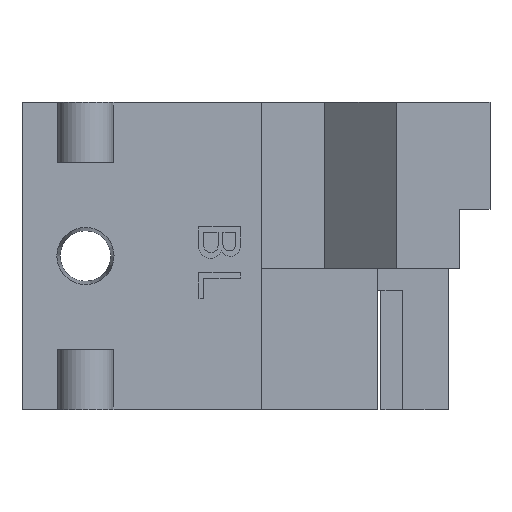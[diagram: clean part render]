
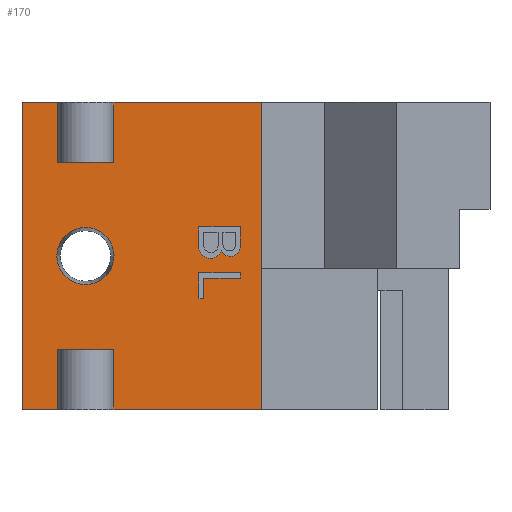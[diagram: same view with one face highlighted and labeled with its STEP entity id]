
A CAD part, front view. The second image highlights one B-rep face of the part: STEP entity #170.
In plain terms, the highlighted planar face has unit normal (0, -1, 0).
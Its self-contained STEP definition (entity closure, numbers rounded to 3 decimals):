
#56=FACE_BOUND('',#399,.T.);
#57=FACE_BOUND('',#400,.T.);
#58=FACE_BOUND('',#401,.T.);
#59=FACE_BOUND('',#402,.T.);
#76=CIRCLE('',#1642,0.554);
#77=CIRCLE('',#1647,0.49);
#79=CIRCLE('',#1651,1.375);
#170=ADVANCED_FACE('',(#56,#57,#58,#59),#239,.T.);
#239=PLANE('',#1719);
#399=EDGE_LOOP('',(#820,#821,#822,#823,#824,#825));
#400=EDGE_LOOP('',(#826,#827,#828,#829,#830));
#401=EDGE_LOOP('',(#831));
#402=EDGE_LOOP('',(#832,#833,#834,#835,#836,#837,#838,#839,#840,#841,#842,
#843));
#820=ORIENTED_EDGE('',*,*,#1011,.T.);
#821=ORIENTED_EDGE('',*,*,#996,.T.);
#822=ORIENTED_EDGE('',*,*,#1000,.T.);
#823=ORIENTED_EDGE('',*,*,#1003,.T.);
#824=ORIENTED_EDGE('',*,*,#1006,.T.);
#825=ORIENTED_EDGE('',*,*,#1217,.T.);
#826=ORIENTED_EDGE('',*,*,#1051,.T.);
#827=ORIENTED_EDGE('',*,*,#1042,.T.);
#828=ORIENTED_EDGE('',*,*,#1045,.T.);
#829=ORIENTED_EDGE('',*,*,#1047,.T.);
#830=ORIENTED_EDGE('',*,*,#1049,.T.);
#831=ORIENTED_EDGE('',*,*,#1057,.T.);
#832=ORIENTED_EDGE('',*,*,#1216,.T.);
#833=ORIENTED_EDGE('',*,*,#1055,.F.);
#834=ORIENTED_EDGE('',*,*,#1208,.T.);
#835=ORIENTED_EDGE('',*,*,#1095,.T.);
#836=ORIENTED_EDGE('',*,*,#1172,.T.);
#837=ORIENTED_EDGE('',*,*,#1099,.F.);
#838=ORIENTED_EDGE('',*,*,#1106,.T.);
#839=ORIENTED_EDGE('',*,*,#1108,.T.);
#840=ORIENTED_EDGE('',*,*,#1171,.T.);
#841=ORIENTED_EDGE('',*,*,#1175,.T.);
#842=ORIENTED_EDGE('',*,*,#1211,.T.);
#843=ORIENTED_EDGE('',*,*,#1213,.T.);
#848=VERTEX_POINT('',#2129);
#849=VERTEX_POINT('',#2130);
#852=VERTEX_POINT('',#2138);
#854=VERTEX_POINT('',#2144);
#856=VERTEX_POINT('',#2150);
#859=VERTEX_POINT('',#2160);
#881=VERTEX_POINT('',#2225);
#882=VERTEX_POINT('',#2226);
#883=VERTEX_POINT('',#2231);
#884=VERTEX_POINT('',#2235);
#885=VERTEX_POINT('',#2239);
#886=VERTEX_POINT('',#2245);
#889=VERTEX_POINT('',#2250);
#891=VERTEX_POINT('',#2256);
#919=VERTEX_POINT('',#2333);
#920=VERTEX_POINT('',#2335);
#923=VERTEX_POINT('',#2342);
#924=VERTEX_POINT('',#2344);
#928=VERTEX_POINT('',#2356);
#929=VERTEX_POINT('',#2360);
#974=VERTEX_POINT('',#2486);
#976=VERTEX_POINT('',#2493);
#993=VERTEX_POINT('',#2562);
#995=VERTEX_POINT('',#2567);
#996=EDGE_CURVE('',#848,#849,#1218,.T.);
#1000=EDGE_CURVE('',#849,#852,#1222,.T.);
#1003=EDGE_CURVE('',#852,#854,#1225,.T.);
#1006=EDGE_CURVE('',#854,#856,#1228,.T.);
#1011=EDGE_CURVE('',#859,#848,#1233,.T.);
#1042=EDGE_CURVE('',#881,#882,#76,.T.);
#1045=EDGE_CURVE('',#882,#883,#1260,.T.);
#1047=EDGE_CURVE('',#883,#884,#1262,.T.);
#1049=EDGE_CURVE('',#884,#885,#1264,.T.);
#1051=EDGE_CURVE('',#885,#881,#77,.T.);
#1055=EDGE_CURVE('',#889,#886,#1269,.T.);
#1057=EDGE_CURVE('',#891,#891,#79,.T.);
#1095=EDGE_CURVE('',#920,#919,#1303,.T.);
#1099=EDGE_CURVE('',#923,#924,#1307,.T.);
#1106=EDGE_CURVE('',#923,#928,#1312,.T.);
#1108=EDGE_CURVE('',#928,#929,#1314,.T.);
#1171=EDGE_CURVE('',#929,#974,#1373,.T.);
#1172=EDGE_CURVE('',#919,#924,#1374,.T.);
#1175=EDGE_CURVE('',#974,#976,#1377,.T.);
#1208=EDGE_CURVE('',#889,#920,#1410,.T.);
#1211=EDGE_CURVE('',#976,#993,#1412,.T.);
#1213=EDGE_CURVE('',#993,#995,#1414,.T.);
#1216=EDGE_CURVE('',#995,#886,#1416,.T.);
#1217=EDGE_CURVE('',#856,#859,#1417,.T.);
#1218=LINE('',#2128,#1418);
#1222=LINE('',#2137,#1422);
#1225=LINE('',#2143,#1425);
#1228=LINE('',#2149,#1428);
#1233=LINE('',#2159,#1433);
#1260=LINE('',#2230,#1460);
#1262=LINE('',#2234,#1462);
#1264=LINE('',#2238,#1464);
#1269=LINE('',#2251,#1469);
#1303=LINE('',#2334,#1503);
#1307=LINE('',#2343,#1507);
#1312=LINE('',#2357,#1512);
#1314=LINE('',#2361,#1514);
#1373=LINE('',#2487,#1573);
#1374=LINE('',#2488,#1574);
#1377=LINE('',#2494,#1577);
#1410=LINE('',#2558,#1610);
#1412=LINE('',#2563,#1612);
#1414=LINE('',#2568,#1614);
#1416=LINE('',#2573,#1616);
#1417=LINE('',#2575,#1617);
#1418=VECTOR('',#1723,1.);
#1422=VECTOR('',#1729,1.);
#1425=VECTOR('',#1734,1.);
#1428=VECTOR('',#1739,1.);
#1433=VECTOR('',#1748,1.);
#1460=VECTOR('',#1815,1.);
#1462=VECTOR('',#1819,1.);
#1464=VECTOR('',#1823,1.);
#1469=VECTOR('',#1834,1.);
#1503=VECTOR('',#1906,1.);
#1507=VECTOR('',#1912,1.);
#1512=VECTOR('',#1925,1.);
#1514=VECTOR('',#1929,1.);
#1573=VECTOR('',#2032,1.);
#1574=VECTOR('',#2033,1.);
#1577=VECTOR('',#2038,1.);
#1610=VECTOR('',#2103,1.);
#1612=VECTOR('',#2107,1.);
#1614=VECTOR('',#2111,1.);
#1616=VECTOR('',#2119,1.);
#1617=VECTOR('',#2122,1.);
#1642=AXIS2_PLACEMENT_3D('',#2224,#1809,#1810);
#1647=AXIS2_PLACEMENT_3D('',#2242,#1827,#1828);
#1651=AXIS2_PLACEMENT_3D('',#2255,#1839,#1840);
#1719=AXIS2_PLACEMENT_3D('',#2576,#2123,#2124);
#1723=DIRECTION('',(-1.,0.,0.));
#1729=DIRECTION('',(0.,0.,-1.));
#1734=DIRECTION('',(-1.,0.,0.));
#1739=DIRECTION('',(0.,0.,1.));
#1748=DIRECTION('',(0.,0.,-1.));
#1809=DIRECTION('',(0.,1.,0.));
#1810=DIRECTION('',(0.939,0.,-0.344));
#1815=DIRECTION('',(0.,0.,1.));
#1819=DIRECTION('',(1.,0.,0.));
#1823=DIRECTION('',(0.,0.,-1.));
#1827=DIRECTION('',(0.,1.,0.));
#1828=DIRECTION('',(1.,0.,0.));
#1834=DIRECTION('',(0.,0.,1.));
#1839=DIRECTION('',(0.,1.,0.));
#1840=DIRECTION('',(-1.,0.,0.));
#1906=DIRECTION('',(0.,0.,1.));
#1912=DIRECTION('',(0.,0.,1.));
#1925=DIRECTION('',(-1.,0.,0.));
#1929=DIRECTION('',(0.,0.,1.));
#2032=DIRECTION('',(-1.,0.,0.));
#2033=DIRECTION('',(-1.,0.,0.));
#2038=DIRECTION('',(0.,0.,-1.));
#2103=DIRECTION('',(1.,0.,0.));
#2107=DIRECTION('',(1.,0.,0.));
#2111=DIRECTION('',(0.,0.,1.));
#2119=DIRECTION('',(1.,0.,0.));
#2122=DIRECTION('',(1.,0.,0.));
#2123=DIRECTION('',(0.,-1.,0.));
#2124=DIRECTION('',(1.,0.,0.));
#2128=CARTESIAN_POINT('',(10.5,-2.4,6.335));
#2129=CARTESIAN_POINT('',(10.5,-2.4,6.335));
#2130=CARTESIAN_POINT('',(8.736,-2.4,6.335));
#2137=CARTESIAN_POINT('',(8.736,-2.4,6.335));
#2138=CARTESIAN_POINT('',(8.736,-2.4,5.35));
#2143=CARTESIAN_POINT('',(8.736,-2.4,5.35));
#2144=CARTESIAN_POINT('',(8.5,-2.4,5.35));
#2149=CARTESIAN_POINT('',(8.5,-2.4,5.35));
#2150=CARTESIAN_POINT('',(8.5,-2.4,6.6));
#2159=CARTESIAN_POINT('',(10.5,-2.4,6.6));
#2160=CARTESIAN_POINT('',(10.5,-2.4,6.6));
#2224=CARTESIAN_POINT('',(9.054,-2.4,7.843));
#2225=CARTESIAN_POINT('',(9.575,-2.4,7.652));
#2226=CARTESIAN_POINT('',(8.5,-2.4,7.843));
#2230=CARTESIAN_POINT('',(8.5,-2.4,7.843));
#2231=CARTESIAN_POINT('',(8.5,-2.4,8.8));
#2234=CARTESIAN_POINT('',(8.5,-2.4,8.8));
#2235=CARTESIAN_POINT('',(10.5,-2.4,8.8));
#2238=CARTESIAN_POINT('',(10.5,-2.4,8.8));
#2239=CARTESIAN_POINT('',(10.5,-2.4,7.876));
#2242=CARTESIAN_POINT('',(10.01,-2.4,7.876));
#2245=CARTESIAN_POINT('',(4.375,-2.4,2.9));
#2250=CARTESIAN_POINT('',(4.375,-2.4,0.));
#2251=CARTESIAN_POINT('',(4.375,-2.4,0.));
#2255=CARTESIAN_POINT('',(3.05,-2.4,7.4));
#2256=CARTESIAN_POINT('',(1.675,-2.4,7.4));
#2333=CARTESIAN_POINT('',(11.5,-2.4,14.8));
#2334=CARTESIAN_POINT('',(11.5,-2.4,0.));
#2335=CARTESIAN_POINT('',(11.5,-2.4,0.));
#2342=CARTESIAN_POINT('',(4.375,-2.4,11.9));
#2343=CARTESIAN_POINT('',(4.375,-2.4,11.9));
#2344=CARTESIAN_POINT('',(4.375,-2.4,14.8));
#2356=CARTESIAN_POINT('',(1.725,-2.4,11.9));
#2357=CARTESIAN_POINT('',(4.375,-2.4,11.9));
#2360=CARTESIAN_POINT('',(1.725,-2.4,14.8));
#2361=CARTESIAN_POINT('',(1.725,-2.4,11.9));
#2486=CARTESIAN_POINT('',(0.,-2.4,14.8));
#2487=CARTESIAN_POINT('',(1.725,-2.4,14.8));
#2488=CARTESIAN_POINT('',(11.5,-2.4,14.8));
#2493=CARTESIAN_POINT('',(0.,-2.4,0.));
#2494=CARTESIAN_POINT('',(0.,-2.4,14.8));
#2558=CARTESIAN_POINT('',(4.375,-2.4,0.));
#2562=CARTESIAN_POINT('',(1.725,-2.4,0.));
#2563=CARTESIAN_POINT('',(0.,-2.4,0.));
#2567=CARTESIAN_POINT('',(1.725,-2.4,2.9));
#2568=CARTESIAN_POINT('',(1.725,-2.4,0.));
#2573=CARTESIAN_POINT('',(1.725,-2.4,2.9));
#2575=CARTESIAN_POINT('',(8.5,-2.4,6.6));
#2576=CARTESIAN_POINT('',(-0.1,-2.4,-0.1));
